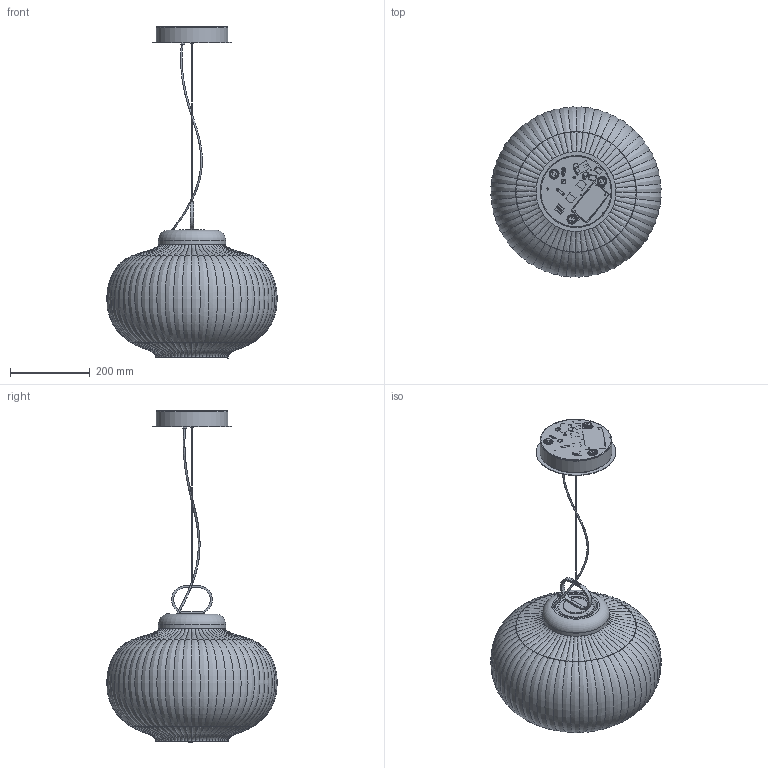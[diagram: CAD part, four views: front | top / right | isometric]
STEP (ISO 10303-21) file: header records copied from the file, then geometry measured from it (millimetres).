
FILE_DESCRIPTION(/* description */ (''),/* implementation_level */ '2;1');
FILE_NAME(/* name */ 'F438885150xxLE.stp',/* time_stamp */ '2020-01-21T11:06:00+01:00',/* author */ ('sghezzi'),/* organization */ (''),/* preprocessor_version */ 'ST-DEVELOPER v17.2',/* originating_system */ 'Autodesk Inventor 2019',/* authorisation */ '');
FILE_SCHEMA (('AUTOMOTIVE_DESIGN { 1 0 10303 214 3 1 1 }'));
Products named in the file (45): assieme 1; Vetro definitivo_Lamp Piccola; fustellato; fondello superiore_per sosp piccola; piastra reazione superiore; staffa superiore; 007438520_vite grande_saldata; 007486000_manico definitivo sopsensione3; schermo led policarbonato; 060009000_DADO_ES_M10X1_H3_L13_ZnBi; scheda led anello; cavo acciao_d1.2_L400; cavo eletttrico_d5_L400; 061013010; Raccordo_L30_M10; tige fil est M8 h15; blocco2; 006600196_rondella_De_8.2x14x0,9_ZnBi; 006523310; 060009002; 006523200; 006425010; dissipatore all_led circolare; 006600283_Vite M3x6 TCb+ZnBi; 063017001_Rondella_De_4,3X8X0,5_ZnBi; 003438810_Guarnizione U L475 per 4388; ROSONE BASSO MATTEO; 007438045_STAFFA A MURO BASSA; 007438045_A_PIASTRA A MURO 4380; 007438045_B_STAFFA X PIASTRA A MURO 4380; 058015001_Morsettiera_2poli_PA27H-FV-WP; 006542902_BLOCCACAVO_5922-3-16_2FORI_D3_NyBi; SP3426050 Vite plastica m6X22 CLOCHE MC Donald; 007438050_PIASTRA CHIUSURA ROSONE 4380; MINIJOLLY_BI 3D; DADO M10x0,75 H3 NyN 5345-26 STEAB; Morsetto_Beretta_LT1015.1002; 066010000_Bloccacavo ot nk 2 fori + viti 65091020; Parte6; Vite 65091020 x bloccacavo 066010000 ...
Assembly tree (52 placements, depth 4):
  assieme 1
    Vetro definitivo_Lamp Piccola
    fustellato
    fondello superiore_per sosp piccola
    piastra reazione superiore
    staffa superiore
    007438520_vite grande_saldata
    007486000_manico definitivo sopsensione3
    schermo led policarbonato
    060009000_DADO_ES_M10X1_H3_L13_ZnBi
    scheda led anello
    cavo acciao_d1.2_L400
    cavo eletttrico_d5_L400
    061013010
    Raccordo_L30_M10
    tige fil est M8 h15
    blocco2
    006600196_rondella_De_8.2x14x0,9_ZnBi
    006523310
    060009002  x2
    006523200
    006425010
    dissipatore all_led circolare
    006600283_Vite M3x6 TCb+ZnBi  x2
    063017001_Rondella_De_4,3X8X0,5_ZnBi  x2
    003438810_Guarnizione U L475 per 4388
    ROSONE BASSO MATTEO
      007438045_STAFFA A MURO BASSA
        007438045_A_PIASTRA A MURO 4380
        007438045_B_STAFFA X PIASTRA A MURO 4380
      058015001_Morsettiera_2poli_PA27H-FV-WP
      006542902_BLOCCACAVO_5922-3-16_2FORI_D3_NyBi  x2
      SP3426050 Vite plastica m6X22 CLOCHE MC Donald
      007438050_PIASTRA CHIUSURA ROSONE 4380
      MINIJOLLY_BI 3D
      DADO M10x0,75 H3 NyN 5345-26 STEAB
      Morsetto_Beretta_LT1015.1002
      005302301_MORSETTO WAGO COMPACT 2 VIE CLEVETTE 221-412 24-12AWG T85°  x2
      066010000_Bloccacavo ot nk 2 fori + viti 65091020
        Parte6
        Vite 65091020 x bloccacavo 066010000  x2
      Morsetto Cabit_tubetto Guarnizione x cavi
      Morsetto Cabit V3S
      005424800_Morsetto di terra
      063022100
    005302301_MORSETTO WAGO COMPACT 2 VIE CLEVETTE 221-412 24-12AWG T85°  x2
Bounding box: 426.42 x 426.42 x 830.61 mm (x, y, z)
Volume: 949959.5 mm3; surface area: 1319193.6 mm2
Topology: 108 solids, 111 shells, 2296 faces, 5982 edges, 3954 vertices
Faces by surface type: plane 1389, cylinder 471, bspline 368, cone 36, torus 30, sphere 2
Full cylindrical faces by diameter (mm): 1.2 x1, 1.5 x1, 2.2 x4, 2.3 x3, 2.459 x23, 3 x5, 3.1 x5, 3.2 x8, 3.242 x5, 3.5 x1, 4 x10, 4.2 x3, 4.3 x3, 4.8 x1, 4.917 x1, 5 x6, 5.2 x2, 6 x13, 6.5 x2, 6.647 x1, 8 x2, 8.2 x1, 8.376 x1, 8.38 x1, 8.5 x1, 9 x2, 9.5 x1, 10 x5, 10.2 x1, 10.5 x2
Entity records: 82484 total; most frequent: CARTESIAN_POINT 36220, ORIENTED_EDGE 9314, DIRECTION 8989, EDGE_CURVE 4790, VERTEX_POINT 3154, AXIS2_PLACEMENT_3D 3104, LINE 2781, VECTOR 2781
